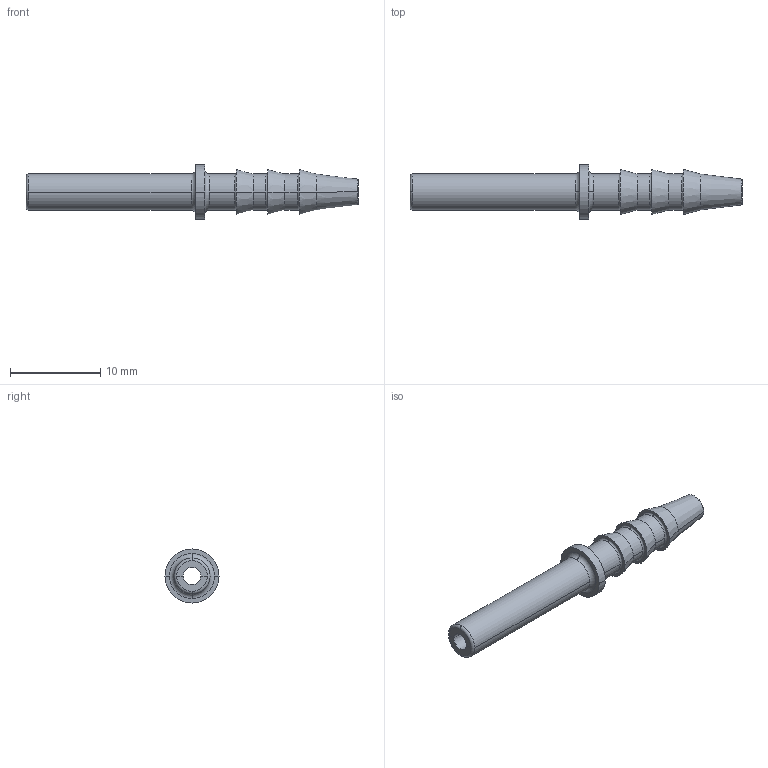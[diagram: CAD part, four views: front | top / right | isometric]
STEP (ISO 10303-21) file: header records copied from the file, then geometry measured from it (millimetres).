
FILE_DESCRIPTION(('STEP AP214'),'1');
FILE_NAME('3122_04_53.stp','2016-07-07T14:58:05',('TraceParts'),('TraceParts S.A.'),'Spatial InterOp 3D',' ',' ');
FILE_SCHEMA(('automotive_design'));
Length unit declared in the file: millimetre
Products named in the file (1): 1
Bounding box: 36.8 x 6 x 6 mm (x, y, z)
Volume: 358.8 mm3; surface area: 766.6 mm2
Topology: 1 solids, 1 shells, 47 faces, 121 edges, 75 vertices
Faces by surface type: cone 20, torus 14, cylinder 10, revolution 2, plane 1
Entity records: 1491 total; most frequent: DIRECTION 304, CARTESIAN_POINT 248, ORIENTED_EDGE 242, AXIS2_PLACEMENT_3D 135, EDGE_CURVE 121, CIRCLE 89, VERTEX_POINT 75, EDGE_LOOP 48
